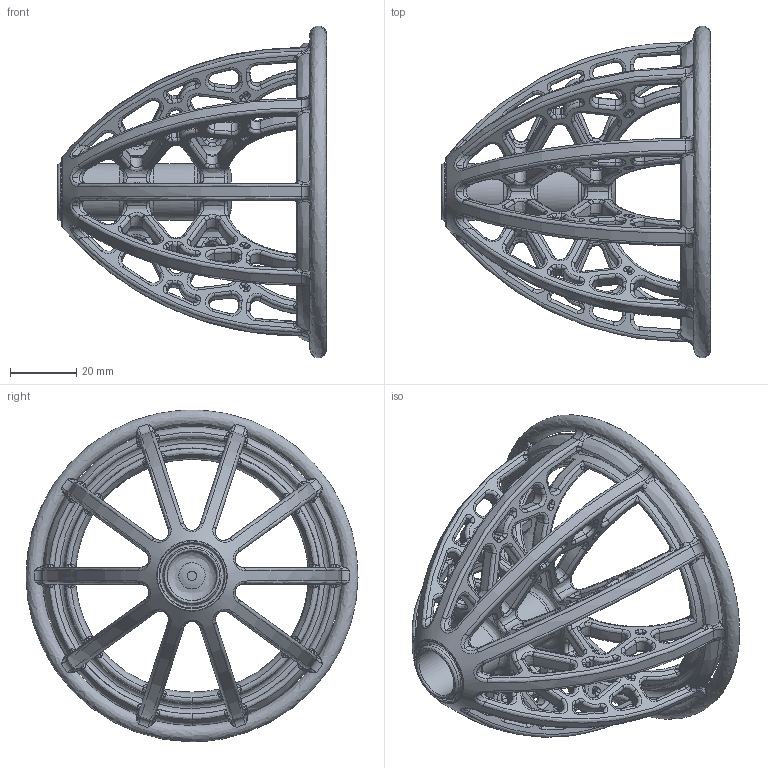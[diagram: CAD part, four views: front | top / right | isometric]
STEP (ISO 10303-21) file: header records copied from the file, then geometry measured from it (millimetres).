
FILE_DESCRIPTION(('FreeCAD Model'),'2;1');
FILE_NAME('Open CASCADE Shape Model','2025-05-04T10:54:25',('FreeCAD'),( 'FreeCAD'),'Open CASCADE STEP processor 7.6','FreeCAD','Unknown');
FILE_SCHEMA(('AUTOMOTIVE_DESIGN { 1 0 10303 214 1 1 1 1 }'));
Products named in the file (1): Open CASCADE STEP translator 7.6 1
Bounding box: 81.06 x 99.99 x 99.88 mm (x, y, z)
Volume: 63605 mm3; surface area: 48755.9 mm2
Topology: 1 solids, 1 shells, 2188 faces, 5612 edges, 3175 vertices
Faces by surface type: bspline 2188
Entity records: 138764 total; most frequent: CARTESIAN_POINT 107496, ORIENTED_EDGE 10982, EDGE_CURVE 5491, B_SPLINE_CURVE_WITH_KNOTS 3387, VERTEX_POINT 3175, FACE_BOUND 2258, EDGE_LOOP 2258, ADVANCED_FACE 2188
